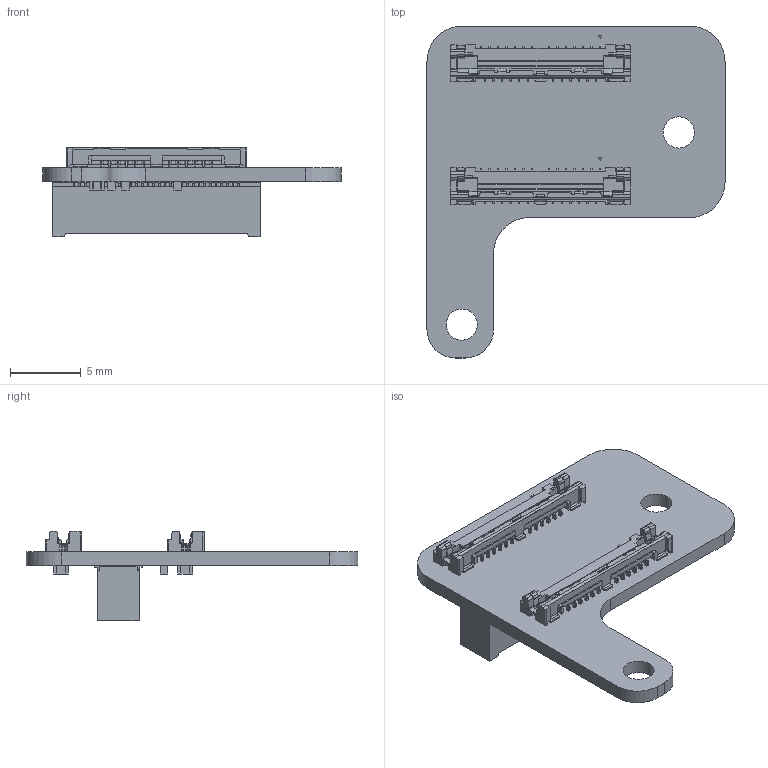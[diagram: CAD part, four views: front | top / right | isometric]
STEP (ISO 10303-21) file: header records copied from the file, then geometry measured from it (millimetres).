
FILE_DESCRIPTION(('Open CASCADE Model'),'2;1');
FILE_NAME('Open CASCADE Shape Model','2024-06-14T13:03:40',('Author'),( 'Open CASCADE'),'Open CASCADE STEP processor 7.5','Open CASCADE 7.5' ,'Unknown');
FILE_SCHEMA(('AUTOMOTIVE_DESIGN { 1 0 10303 214 1 1 1 1 }'));
Length unit declared in the file: millimetre
Products named in the file (51): PCB; Board; Open CASCADE STEP translator 7.5 3.1.1; C9; 6440881888; Extruded; 6440881728; 6440881568; C7; 6440882368; 6440882208; 6440882048; C6; C4; C2; TP23; 6440883648; Cylinder; TP21; TP17; TP15; TP14; TP12; TP11; TP8; 6440883328; TP7; TP2; 6440883088; TP1; P1; DF40HC(4.0)-60DS; P1P1; 6440883968; J2P1; J1P1; J2; DF56C-26S-0.3V_RGB8421504; J1; C8 ...
Assembly tree (82 placements, depth 4):
  PCB
    Board
      Open CASCADE STEP translator 7.5 3.1.1
    C9
      6440881888
        Extruded
      6440881728
        Extruded
      6440881568
        Extruded
    C7
      6440882368
        Extruded
      6440882208
        Extruded
      6440882048
        Extruded
    C6
      6440882368
        Extruded
      6440882208
        Extruded
      6440882048
        Extruded
    C4
      6440882368
        Extruded
      6440882208
        Extruded
      6440882048
        Extruded
    C2
      6440881888
        Extruded
      6440881728
        Extruded
      6440881568
        Extruded
    TP23
      6440883648
        Cylinder
    TP21
      6440883648
        Cylinder
    TP17
      6440883648
        Cylinder
    TP15
      6440883648
        Cylinder
    TP14
      6440883648
        Cylinder
    TP12
      6440883648
        Cylinder
    TP11
      6440883648
        Cylinder
    TP8
Bounding box: 21 x 23.39 x 6.33 mm (x, y, z)
Volume: 495 mm3; surface area: 1350.2 mm2
Topology: 45 solids, 45 shells, 3389 faces, 9248 edges, 6124 vertices
Faces by surface type: plane 2320, cylinder 1057, cone 12
Full cylindrical faces by diameter (mm): 0.75 x9, 2.2 x2
Entity records: 74852 total; most frequent: CARTESIAN_POINT 13132, ORIENTED_EDGE 12730, DIRECTION 12683, EDGE_CURVE 6365, LINE 4837, VECTOR 4837, VERTEX_POINT 4216, AXIS2_PLACEMENT_3D 3923
